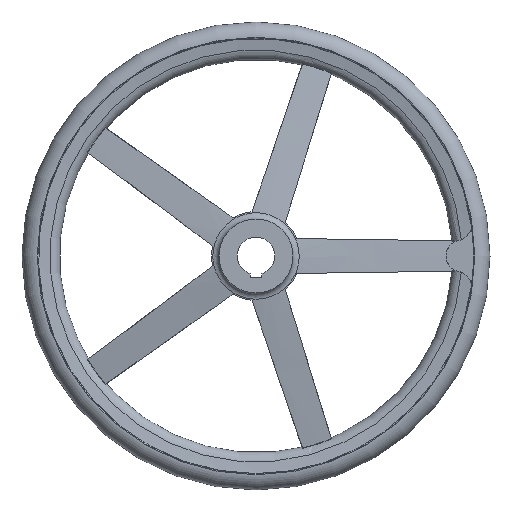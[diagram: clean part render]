
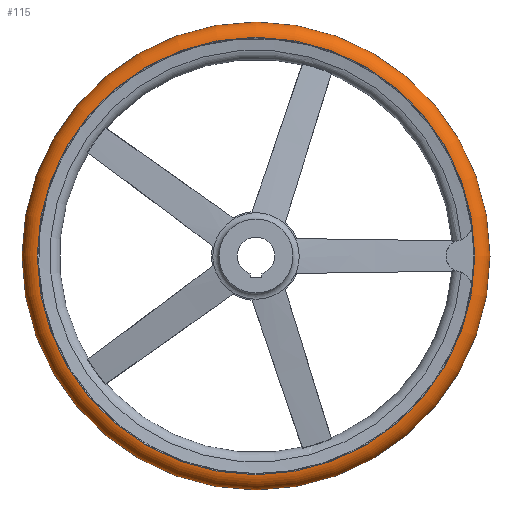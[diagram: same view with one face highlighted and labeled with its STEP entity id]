
A CAD part, front view. The second image highlights one B-rep face of the part: STEP entity #115.
In plain terms, the highlighted toroidal (fillet/blend) face has major radius 233 mm and minor radius 17 mm.
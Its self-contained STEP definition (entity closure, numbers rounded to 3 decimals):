
#115 = ADVANCED_FACE( '', ( #266, #267, #268 ), #269, .T. );
#266 = FACE_BOUND( '', #464, .T. );
#267 = FACE_OUTER_BOUND( '', #465, .T. );
#268 = FACE_OUTER_BOUND( '', #466, .T. );
#269 = TOROIDAL_SURFACE( '', #467, 233., 17. );
#464 = VERTEX_LOOP( '', #762 );
#465 = EDGE_LOOP( '', ( #763 ) );
#466 = EDGE_LOOP( '', ( #764 ) );
#467 = AXIS2_PLACEMENT_3D( '', #765, #766, #767 );
#762 = VERTEX_POINT( '', #1240 );
#763 = ORIENTED_EDGE( '', *, *, #1241, .T. );
#764 = ORIENTED_EDGE( '', *, *, #1242, .F. );
#765 = CARTESIAN_POINT( '', ( 0., 55., 0. ) );
#766 = DIRECTION( '', ( 0., -1., 0. ) );
#767 = DIRECTION( '', ( 0., 0., -1. ) );
#1240 = CARTESIAN_POINT( '', ( 0., 55., -250. ) );
#1241 = EDGE_CURVE( '', #1524, #1524, #1525, .T. );
#1242 = EDGE_CURVE( '', #1526, #1526, #1527, .T. );
#1524 = VERTEX_POINT( '', #2152 );
#1525 = CIRCLE( '', #2153, 233.708 );
#1526 = VERTEX_POINT( '', #2154 );
#1527 = CIRCLE( '', #2155, 233.708 );
#2152 = CARTESIAN_POINT( '', ( 0., 71.985, -233.708 ) );
#2153 = AXIS2_PLACEMENT_3D( '', #2791, #2792, #2793 );
#2154 = CARTESIAN_POINT( '', ( 0., 38.015, -233.708 ) );
#2155 = AXIS2_PLACEMENT_3D( '', #2794, #2795, #2796 );
#2791 = CARTESIAN_POINT( '', ( 0., 71.985, 0. ) );
#2792 = DIRECTION( '', ( 0., -1., 0. ) );
#2793 = DIRECTION( '', ( 0., 0., -1. ) );
#2794 = CARTESIAN_POINT( '', ( 0., 38.015, 0. ) );
#2795 = DIRECTION( '', ( 0., -1., 0. ) );
#2796 = DIRECTION( '', ( 0., 0., -1. ) );
